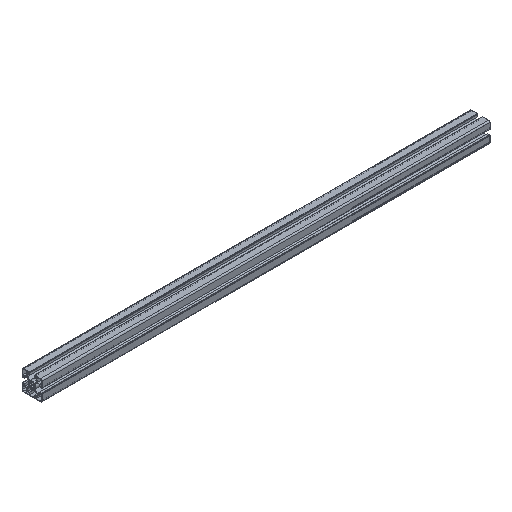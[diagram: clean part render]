
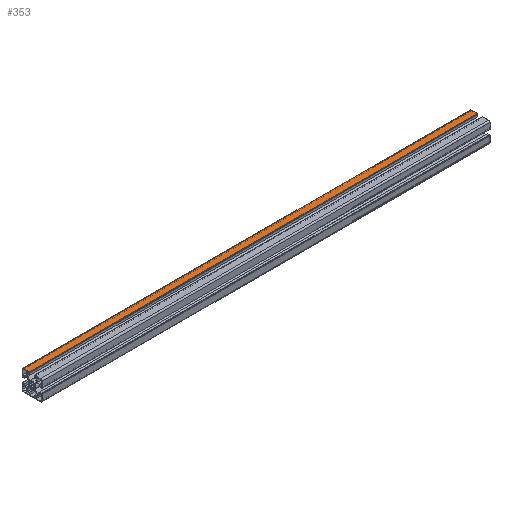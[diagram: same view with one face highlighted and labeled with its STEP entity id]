
A CAD part, isometric view. The second image highlights one B-rep face of the part: STEP entity #353.
In plain terms, the highlighted planar face has unit normal (0, 0, 1).
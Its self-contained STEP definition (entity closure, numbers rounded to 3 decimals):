
#353=ADVANCED_FACE('',(#730),#731,.T.);
#730=FACE_OUTER_BOUND('',#1140,.T.);
#731=PLANE('',#1141);
#1140=EDGE_LOOP('',(#2039,#2040,#2041,#2042));
#1141=AXIS2_PLACEMENT_3D('',#2043,#2044,#2045);
#2039=ORIENTED_EDGE('',*,*,#2933,.T.);
#2040=ORIENTED_EDGE('',*,*,#2934,.F.);
#2041=ORIENTED_EDGE('',*,*,#2935,.T.);
#2042=ORIENTED_EDGE('',*,*,#2930,.T.);
#2043=CARTESIAN_POINT('',(0.0,12.65,22.5));
#2044=DIRECTION('',(0.0,0.0,1.0));
#2045=DIRECTION('',(0.0,-1.0,0.0));
#2930=EDGE_CURVE('',#3644,#3642,#3645,.T.);
#2933=EDGE_CURVE('',#3642,#3648,#3649,.T.);
#2934=EDGE_CURVE('',#3650,#3648,#3651,.T.);
#2935=EDGE_CURVE('',#3650,#3644,#3652,.T.);
#3642=VERTEX_POINT('',#4662);
#3644=VERTEX_POINT('',#4665);
#3645=LINE('',#4666,#4667);
#3648=VERTEX_POINT('',#4671);
#3649=LINE('',#4672,#4673);
#3650=VERTEX_POINT('',#4674);
#3651=LINE('',#4675,#4676);
#3652=LINE('',#4677,#4678);
#4662=CARTESIAN_POINT('',(1000.0,5.8,22.5));
#4665=CARTESIAN_POINT('',(0.0,5.8,22.5));
#4666=CARTESIAN_POINT('',(0.0,5.8,22.5));
#4667=VECTOR('',#5308,1.0);
#4671=CARTESIAN_POINT('',(1000.0,19.5,22.5));
#4672=CARTESIAN_POINT('',(1000.0,19.5,22.5));
#4673=VECTOR('',#5310,1.0);
#4674=CARTESIAN_POINT('',(0.0,19.5,22.5));
#4675=CARTESIAN_POINT('',(0.0,19.5,22.5));
#4676=VECTOR('',#5311,1.0);
#4677=CARTESIAN_POINT('',(0.0,19.5,22.5));
#4678=VECTOR('',#5312,1.0);
#5308=DIRECTION('',(1.0,0.0,0.0));
#5310=DIRECTION('',(0.0,1.0,0.0));
#5311=DIRECTION('',(1.0,0.0,0.0));
#5312=DIRECTION('',(0.0,-1.0,0.0));
